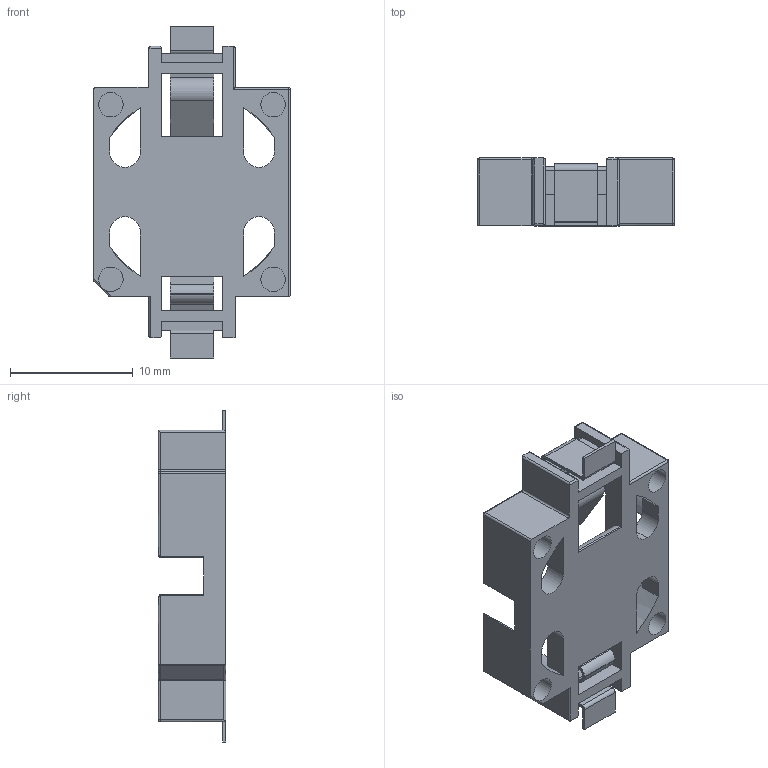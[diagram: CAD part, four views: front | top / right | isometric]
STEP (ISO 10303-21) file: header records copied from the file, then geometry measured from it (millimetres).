
FILE_DESCRIPTION(/* description */ (''),/* implementation_level */ '2;1');
FILE_NAME(/* name */ 'CR1632-Holder-SMD-BS-16-B4AK003-(C964732).step',/* time_stamp */ '2021-01-09T22:48:10+01:00',/* author */ (''),/* organization */ (''),/* preprocessor_version */ 'ST-DEVELOPER v18.1',/* originating_system */ 'Autodesk Translation Framework v9.7.0.1280',/* authorisation */ '');
FILE_SCHEMA (('AUTOMOTIVE_DESIGN { 1 0 10303 214 3 1 1 }'));
Length unit declared in the file: millimetre
Products named in the file (3): CR1632-Holder-SMD-BS-16-B4AK003-(C964732); Component1; Component2
Assembly tree (2 placements, depth 2):
  CR1632-Holder-SMD-BS-16-B4AK003-(C964732)
    Component1
    Component2
Bounding box: 16 x 5.5 x 27 mm (x, y, z)
Volume: 728.5 mm3; surface area: 1579.9 mm2
Topology: 3 solids, 3 shells, 211 faces, 554 edges, 347 vertices
Faces by surface type: plane 106, cylinder 87, sphere 9, torus 5, bspline 4
Full cylindrical faces by diameter (mm): 2 x8
Entity records: 7013 total; most frequent: CARTESIAN_POINT 1623, DIRECTION 1127, ORIENTED_EDGE 1100, EDGE_CURVE 550, AXIS2_PLACEMENT_3D 379, LINE 369, VECTOR 369, VERTEX_POINT 347
